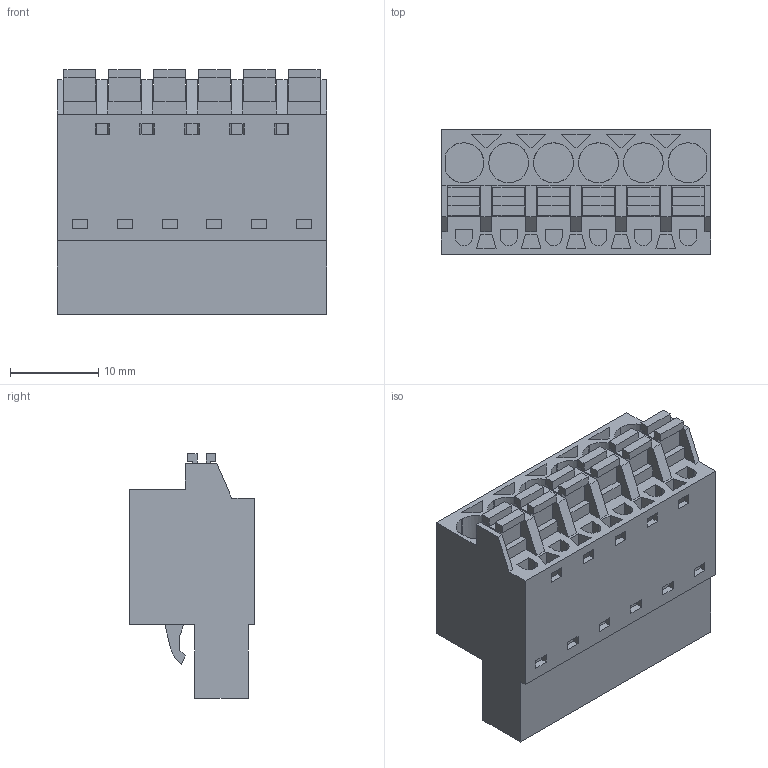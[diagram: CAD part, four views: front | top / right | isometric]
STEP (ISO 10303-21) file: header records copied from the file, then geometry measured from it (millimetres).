
FILE_DESCRIPTION(('CATIA V5 STEP Exchange','CAx-IF Rec.Pracs.--- Model Styling and Organization---1.2---2011-12-15'),'2;1');
FILE_NAME ('D1446569_0_1013730000_1013730000.stp','2017-04-28T12:53:13+00:00',('none'),('Weidmueller'),'CATIA Version 5-6 Release 2014','CATIA V5 STEP AP214','none');
FILE_SCHEMA(('AUTOMOTIVE_DESIGN { 1 0 10303 214 1 1 1 1 }'));
Length unit declared in the file: millimetre
Products named in the file (1): 1013730000
Bounding box: 30.48 x 14.2 x 27.73 mm (x, y, z)
Volume: 7280.8 mm3; surface area: 5110 mm2
Topology: 7 solids, 7 shells, 424 faces, 1205 edges, 837 vertices
Faces by surface type: plane 380, cylinder 43, extrusion 1
Entity records: 13662 total; most frequent: CARTESIAN_POINT 2584, ORIENTED_EDGE 2410, DIRECTION 1769, EDGE_CURVE 1205, VECTOR 1118, LINE 1117, VERTEX_POINT 837, EDGE_LOOP 486
